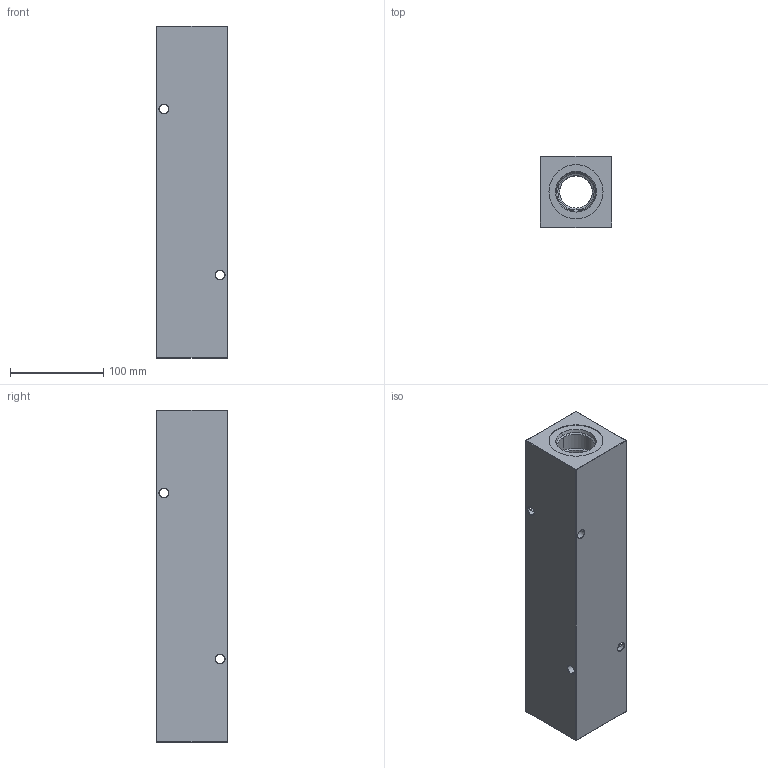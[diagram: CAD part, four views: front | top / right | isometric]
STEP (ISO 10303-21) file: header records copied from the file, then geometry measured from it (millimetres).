
FILE_DESCRIPTION (( 'STEP AP203' ), '1' );
FILE_NAME ('HM-4-90-S-20-12.STEP', '2020-11-09T23:35:44', ( '' ), ( '' ), 'SwSTEP 2.0', 'SolidWorks 2019', '' );
FILE_SCHEMA (( 'CONFIG_CONTROL_DESIGN' ));
Length unit declared in the file: inch
Products named in the file (1): HM-4-90-S-20-12
Bounding box: 76.2 x 76.2 x 355.6 mm (x, y, z)
Volume: 1592957.4 mm3; surface area: 171315.8 mm2
Topology: 1 solids, 1 shells, 606 faces, 1563 edges, 1008 vertices
Faces by surface type: plane 258, bspline 198, cone 76, cylinder 74
Entity records: 28648 total; most frequent: CARTESIAN_POINT 15192, ORIENTED_EDGE 3126, DIRECTION 2067, EDGE_CURVE 1563, VERTEX_POINT 1008, VECTOR 893, LINE 893, EDGE_LOOP 685
